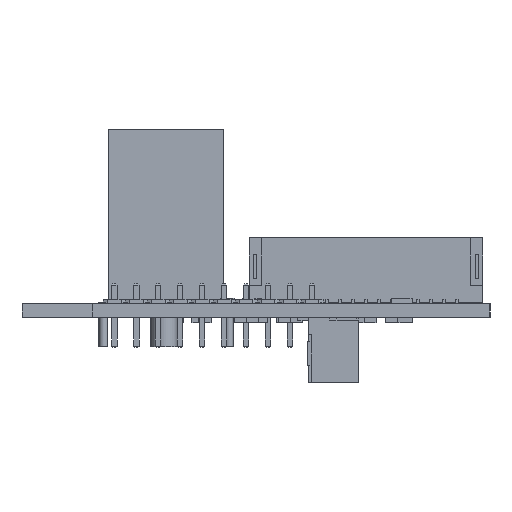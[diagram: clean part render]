
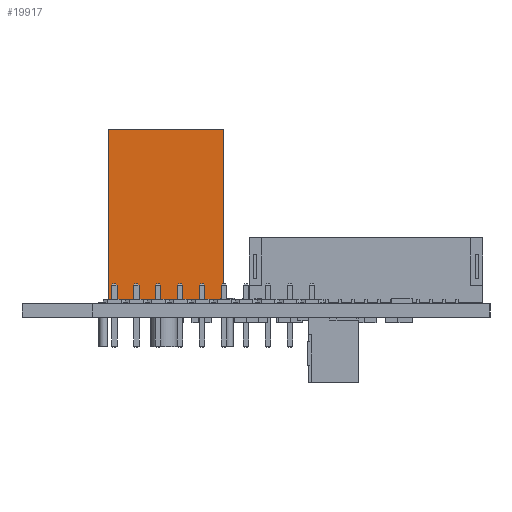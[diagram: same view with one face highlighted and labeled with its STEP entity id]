
A CAD part, left-side view. The second image highlights one B-rep face of the part: STEP entity #19917.
In plain terms, the highlighted planar face has unit normal (-1, 0, 0).
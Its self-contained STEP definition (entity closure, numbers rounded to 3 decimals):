
#19819 = EDGE_CURVE('',#19820,#19822,#19824,.T.);
#19820 = VERTEX_POINT('',#19821);
#19821 = CARTESIAN_POINT('',(-3.7,-0.55,0.));
#19822 = VERTEX_POINT('',#19823);
#19823 = CARTESIAN_POINT('',(-3.7,-0.55,20.));
#19824 = LINE('',#19825,#19826);
#19825 = CARTESIAN_POINT('',(-3.7,-0.55,0.));
#19826 = VECTOR('',#19827,1.);
#19827 = DIRECTION('',(0.,0.,1.));
#19892 = VERTEX_POINT('',#19893);
#19893 = CARTESIAN_POINT('',(-3.7,-13.95,20.));
#19899 = EDGE_CURVE('',#19900,#19892,#19902,.T.);
#19900 = VERTEX_POINT('',#19901);
#19901 = CARTESIAN_POINT('',(-3.7,-13.95,0.));
#19902 = LINE('',#19903,#19904);
#19903 = CARTESIAN_POINT('',(-3.7,-13.95,0.));
#19904 = VECTOR('',#19905,1.);
#19905 = DIRECTION('',(0.,0.,1.));
#19917 = ADVANCED_FACE('',(#19918),#19934,.T.);
#19918 = FACE_BOUND('',#19919,.T.);
#19919 = EDGE_LOOP('',(#19920,#19921,#19927,#19928));
#19920 = ORIENTED_EDGE('',*,*,#19899,.T.);
#19921 = ORIENTED_EDGE('',*,*,#19922,.T.);
#19922 = EDGE_CURVE('',#19892,#19822,#19923,.T.);
#19923 = LINE('',#19924,#19925);
#19924 = CARTESIAN_POINT('',(-3.7,-13.95,20.));
#19925 = VECTOR('',#19926,1.);
#19926 = DIRECTION('',(0.,1.,0.));
#19927 = ORIENTED_EDGE('',*,*,#19819,.F.);
#19928 = ORIENTED_EDGE('',*,*,#19929,.F.);
#19929 = EDGE_CURVE('',#19900,#19820,#19930,.T.);
#19930 = LINE('',#19931,#19932);
#19931 = CARTESIAN_POINT('',(-3.7,-13.95,0.));
#19932 = VECTOR('',#19933,1.);
#19933 = DIRECTION('',(0.,1.,0.));
#19934 = PLANE('',#19935);
#19935 = AXIS2_PLACEMENT_3D('',#19936,#19937,#19938);
#19936 = CARTESIAN_POINT('',(-3.7,-13.95,0.));
#19937 = DIRECTION('',(-1.,0.,0.));
#19938 = DIRECTION('',(0.,1.,0.));
